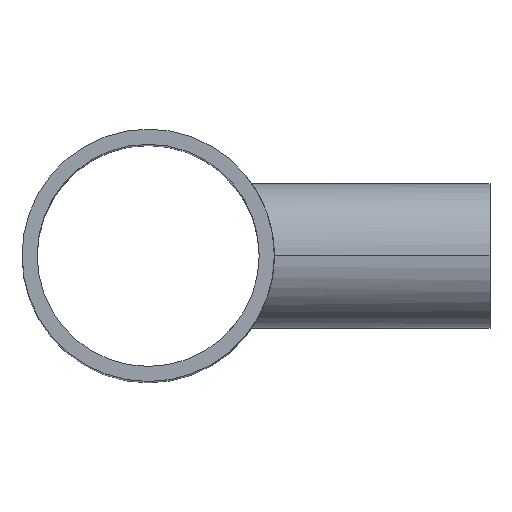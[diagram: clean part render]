
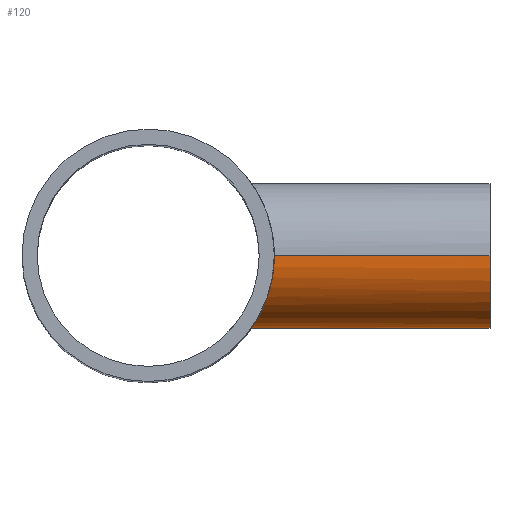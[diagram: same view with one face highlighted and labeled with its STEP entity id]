
A CAD part, top view. The second image highlights one B-rep face of the part: STEP entity #120.
In plain terms, the highlighted cylindrical face has radius 31.5 mm (diameter 63 mm), a partial arc.
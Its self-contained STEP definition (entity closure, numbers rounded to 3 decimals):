
#9 = CARTESIAN_POINT ( 'NONE',  ( 50.899, -20.855, 23.629 ) ) ;
#11 = CYLINDRICAL_SURFACE ( 'NONE', #223, 31.5 ) ;
#14 = CARTESIAN_POINT ( 'NONE',  ( 45.939, -30.243, 8.824 ) ) ;
#17 = CARTESIAN_POINT ( 'NONE',  ( 50.908, -20.822, -23.642 ) ) ;
#21 = CARTESIAN_POINT ( 'NONE',  ( 45.844, -30.386, 8.319 ) ) ;
#25 = CARTESIAN_POINT ( 'NONE',  ( 54.38, -8.297, -30.406 ) ) ;
#29 = AXIS2_PLACEMENT_3D ( 'NONE', #377, #108, #381 ) ;
#58 = CARTESIAN_POINT ( 'NONE',  ( 49.649, -23.716, -20.83 ) ) ;
#62 = CARTESIAN_POINT ( 'NONE',  ( 53.832, -11.287, 29.413 ) ) ;
#64 = CARTESIAN_POINT ( 'NONE',  ( 48.092, -26.694, -16.755 ) ) ;
#67 = CARTESIAN_POINT ( 'NONE',  ( 54.028, -10.309, 29.77 ) ) ;
#69 = CARTESIAN_POINT ( 'NONE',  ( 149., 0., 31.5 ) ) ;
#70 = CARTESIAN_POINT ( 'NONE',  ( 55., -2.135, -31.5 ) ) ;
#74 = DIRECTION ( 'NONE',  ( -1., 0., 0. ) ) ;
#78 = CARTESIAN_POINT ( 'NONE',  ( 53.73, -11.76, -29.227 ) ) ;
#86 = ORIENTED_EDGE ( 'NONE', *, *, #160, .T. ) ;
#103 = CARTESIAN_POINT ( 'NONE',  ( 45.272, -31.233, 4.227 ) ) ;
#105 = CARTESIAN_POINT ( 'NONE',  ( 45.668, -30.651, -7.285 ) ) ;
#108 = DIRECTION ( 'NONE',  ( 1., 0., 0. ) ) ;
#109 = CARTESIAN_POINT ( 'NONE',  ( 51.806, -18.476, 25.518 ) ) ;
#114 = CARTESIAN_POINT ( 'NONE',  ( 45.237, -31.287, -4.213 ) ) ;
#117 = CARTESIAN_POINT ( 'NONE',  ( 51.064, -20.437, -23.976 ) ) ;
#120 = ADVANCED_FACE ( 'NONE', ( #168 ), #11, .T. ) ;
#160 = EDGE_CURVE ( 'NONE', #506, #351, #264, .T. ) ;
#163 = CARTESIAN_POINT ( 'NONE',  ( 48.692, -25.584, 18.405 ) ) ;
#166 = CARTESIAN_POINT ( 'NONE',  ( 45.841, -30.391, -8.299 ) ) ;
#168 = FACE_OUTER_BOUND ( 'NONE', #282, .T. ) ;
#170 = CARTESIAN_POINT ( 'NONE',  ( 54.876, -4.222, 31.286 ) ) ;
#174 = CARTESIAN_POINT ( 'NONE',  ( 46.959, -28.637, -13.162 ) ) ;
#175 = EDGE_CURVE ( 'NONE', #502, #506, #447, .T. ) ;
#180 = CARTESIAN_POINT ( 'NONE',  ( 53.834, -11.275, -29.417 ) ) ;
#185 = EDGE_CURVE ( 'NONE', #638, #351, #393, .T. ) ;
#187 = CARTESIAN_POINT ( 'NONE',  ( 149., 0., -31.5 ) ) ;
#190 = CARTESIAN_POINT ( 'NONE',  ( 55., 0., -31.5 ) ) ;
#194 = ORIENTED_EDGE ( 'NONE', *, *, #185, .F. ) ;
#213 = CARTESIAN_POINT ( 'NONE',  ( 49.008, -24.974, 19.224 ) ) ;
#216 = CARTESIAN_POINT ( 'NONE',  ( 46.469, -29.425, 11.289 ) ) ;
#221 = DIRECTION ( 'NONE',  ( 0., 0., 1. ) ) ;
#223 = AXIS2_PLACEMENT_3D ( 'NONE', #317, #430, #221 ) ;
#226 = CARTESIAN_POINT ( 'NONE',  ( 51.822, -18.447, -25.554 ) ) ;
#264 = B_SPLINE_CURVE_WITH_KNOTS ( 'NONE', 3,
 ( #516, #475, #170, #265, #616, #577, #67, #62, #378, #375, #614, #573, #109, #470, #320, #9, #568, #521, #272, #213, #163, #269, #372, #216, #625, #14, #21, #370, #324, #571, #103, #477, #433, #428, #114, #425, #105, #166, #479, #318, #524, #174, #382, #518, #64, #274, #58, #473, #619, #17, #117, #327, #226, #384, #629, #78, #180, #339, #635, #25, #485, #279, #70, #190 ),
 .UNSPECIFIED., .F., .F.,
 ( 4, 2, 2, 2, 2, 2, 2, 2, 2, 2, 2, 2, 2, 2, 2, 2, 2, 2, 2, 2, 2, 2, 2, 2, 2, 2, 2, 2, 2, 2, 2, 4 ),
 ( 0., 0.006, 0.009, 0.011, 0.013, 0.019, 0.02, 0.022, 0.025, 0.028, 0.031, 0.038, 0.041, 0.043, 0.044, 0.047, 0.05, 0.057, 0.058, 0.06, 0.063, 0.066, 0.069, 0.076, 0.077, 0.079, 0.082, 0.088, 0.09, 0.091, 0.094, 0.101 ),
 .UNSPECIFIED. ) ;
#265 = CARTESIAN_POINT ( 'NONE',  ( 54.524, -7.294, 30.662 ) ) ;
#269 = CARTESIAN_POINT ( 'NONE',  ( 47.778, -27.275, 15.887 ) ) ;
#272 = CARTESIAN_POINT ( 'NONE',  ( 49.641, -23.691, 20.784 ) ) ;
#274 = CARTESIAN_POINT ( 'NONE',  ( 49.011, -24.993, -19.281 ) ) ;
#275 = VECTOR ( 'NONE', #437, 1000. ) ;
#279 = CARTESIAN_POINT ( 'NONE',  ( 54.876, -4.224, -31.285 ) ) ;
#282 = EDGE_LOOP ( 'NONE', ( #194, #645, #347, #86 ) ) ;
#289 = CARTESIAN_POINT ( 'NONE',  ( 149., 0., 31.5 ) ) ;
#317 = CARTESIAN_POINT ( 'NONE',  ( 149., 0., 0. ) ) ;
#318 = CARTESIAN_POINT ( 'NONE',  ( 46.238, -29.786, -10.302 ) ) ;
#320 = CARTESIAN_POINT ( 'NONE',  ( 51.357, -19.688, 24.594 ) ) ;
#324 = CARTESIAN_POINT ( 'NONE',  ( 45.593, -30.762, 6.797 ) ) ;
#327 = CARTESIAN_POINT ( 'NONE',  ( 51.525, -19.259, -24.948 ) ) ;
#339 = CARTESIAN_POINT ( 'NONE',  ( 54.031, -10.291, -29.776 ) ) ;
#347 = ORIENTED_EDGE ( 'NONE', *, *, #175, .T. ) ;
#351 = VERTEX_POINT ( 'NONE', #432 ) ;
#355 = CARTESIAN_POINT ( 'NONE',  ( 149., 0., -31.5 ) ) ;
#370 = CARTESIAN_POINT ( 'NONE',  ( 45.671, -30.645, 7.306 ) ) ;
#372 = CARTESIAN_POINT ( 'NONE',  ( 47.208, -28.236, 14.112 ) ) ;
#375 = CARTESIAN_POINT ( 'NONE',  ( 53.186, -14.145, 28.221 ) ) ;
#377 = CARTESIAN_POINT ( 'NONE',  ( 149., 0., 0. ) ) ;
#378 = CARTESIAN_POINT ( 'NONE',  ( 53.728, -11.769, 29.223 ) ) ;
#381 = DIRECTION ( 'NONE',  ( 0., 0., -1. ) ) ;
#382 = CARTESIAN_POINT ( 'NONE',  ( 47.227, -28.195, -14.083 ) ) ;
#384 = CARTESIAN_POINT ( 'NONE',  ( 52.673, -15.929, -27.251 ) ) ;
#393 = LINE ( 'NONE', #187, #275 ) ;
#423 = VECTOR ( 'NONE', #74, 1000. ) ;
#425 = CARTESIAN_POINT ( 'NONE',  ( 45.589, -30.767, -6.775 ) ) ;
#427 = EDGE_CURVE ( 'NONE', #502, #638, #514, .T. ) ;
#428 = CARTESIAN_POINT ( 'NONE',  ( 45.086, -31.501, -2.124 ) ) ;
#430 = DIRECTION ( 'NONE',  ( -1., 0., 0. ) ) ;
#432 = CARTESIAN_POINT ( 'NONE',  ( 55., 0., -31.5 ) ) ;
#433 = CARTESIAN_POINT ( 'NONE',  ( 45.086, -31.5, 1.076 ) ) ;
#437 = DIRECTION ( 'NONE',  ( -1., 0., 0. ) ) ;
#447 = LINE ( 'NONE', #289, #423 ) ;
#470 = CARTESIAN_POINT ( 'NONE',  ( 51.508, -19.29, 24.908 ) ) ;
#473 = CARTESIAN_POINT ( 'NONE',  ( 50.438, -21.936, -22.612 ) ) ;
#475 = CARTESIAN_POINT ( 'NONE',  ( 55., -2.133, 31.5 ) ) ;
#477 = CARTESIAN_POINT ( 'NONE',  ( 45.124, -31.445, 2.135 ) ) ;
#479 = CARTESIAN_POINT ( 'NONE',  ( 45.935, -30.249, -8.806 ) ) ;
#481 = CARTESIAN_POINT ( 'NONE',  ( 55., 0., 31.5 ) ) ;
#485 = CARTESIAN_POINT ( 'NONE',  ( 54.525, -7.287, -30.663 ) ) ;
#502 = VERTEX_POINT ( 'NONE', #69 ) ;
#506 = VERTEX_POINT ( 'NONE', #481 ) ;
#514 = CIRCLE ( 'NONE', #29, 31.5 ) ;
#516 = CARTESIAN_POINT ( 'NONE',  ( 55., 0., 31.5 ) ) ;
#518 = CARTESIAN_POINT ( 'NONE',  ( 47.792, -27.225, -15.878 ) ) ;
#521 = CARTESIAN_POINT ( 'NONE',  ( 49.958, -23.016, 21.529 ) ) ;
#524 = CARTESIAN_POINT ( 'NONE',  ( 46.465, -29.432, -11.272 ) ) ;
#568 = CARTESIAN_POINT ( 'NONE',  ( 50.588, -21.598, 22.952 ) ) ;
#571 = CARTESIAN_POINT ( 'NONE',  ( 45.381, -31.075, 5.261 ) ) ;
#573 = CARTESIAN_POINT ( 'NONE',  ( 51.953, -18.059, 25.815 ) ) ;
#577 = CARTESIAN_POINT ( 'NONE',  ( 54.12, -9.812, 29.937 ) ) ;
#614 = CARTESIAN_POINT ( 'NONE',  ( 52.67, -15.94, 27.246 ) ) ;
#616 = CARTESIAN_POINT ( 'NONE',  ( 54.379, -8.307, 30.403 ) ) ;
#619 = CARTESIAN_POINT ( 'NONE',  ( 50.595, -21.571, -22.961 ) ) ;
#625 = CARTESIAN_POINT ( 'NONE',  ( 46.242, -29.779, 10.321 ) ) ;
#629 = CARTESIAN_POINT ( 'NONE',  ( 53.187, -14.142, -28.223 ) ) ;
#635 = CARTESIAN_POINT ( 'NONE',  ( 54.123, -9.794, -29.943 ) ) ;
#638 = VERTEX_POINT ( 'NONE', #355 ) ;
#645 = ORIENTED_EDGE ( 'NONE', *, *, #427, .F. ) ;
